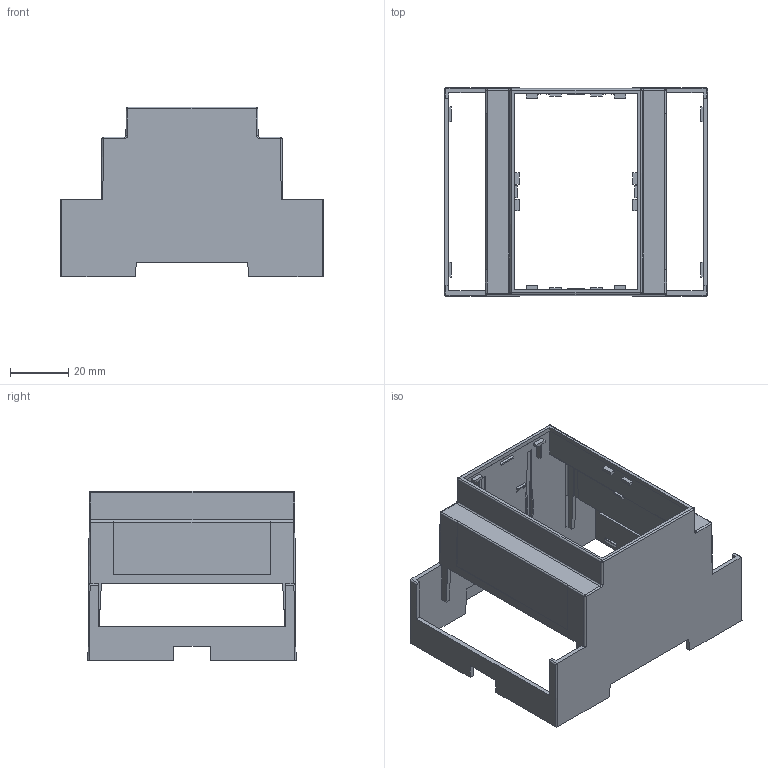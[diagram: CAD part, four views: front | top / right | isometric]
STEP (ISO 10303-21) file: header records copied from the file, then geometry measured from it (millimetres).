
FILE_DESCRIPTION(/* description */ ('STEP AP214'),/* implementation_level */ '2;1');
FILE_NAME(/* name */ 'CNMB4_Base.stp',/* time_stamp */ '2023-04-05T13:09:54+06:00',/* author */ ('danil'),/* organization */ ('TraceParts S.A.'),/* preprocessor_version */ 'ST-DEVELOPER v18.1',/* originating_system */ 'Autodesk Inventor 2022',/* authorisation */ ' ');
FILE_SCHEMA (('AUTOMOTIVE_DESIGN { 1 0 10303 214 3 1 1 }'));
Length unit declared in the file: millimetre
Products named in the file (12): cnmb_4_kit; cnmb_4_kit_1; cnmb_4_kit_2; cnmb_4_kit_3; cnmb_4_kit_4; cnmb_4_kit_5; cnmb_4_kit_6; cnmb_4_kit_7; cnmb_4_kit_8; cnmb_4_kit_9; cnmb_4_kit_10; cnmb_4_kit_12
Assembly tree (11 placements, depth 2):
  cnmb_4_kit
    cnmb_4_kit_1
    cnmb_4_kit_2
    cnmb_4_kit_3
    cnmb_4_kit_4
    cnmb_4_kit_5
    cnmb_4_kit_6
    cnmb_4_kit_7
    cnmb_4_kit_8
    cnmb_4_kit_9
    cnmb_4_kit_10
    cnmb_4_kit_12
Bounding box: 90 x 71.2 x 58 mm (x, y, z)
Volume: 21974.3 mm3; surface area: 32148.3 mm2
Topology: 11 solids, 11 shells, 398 faces, 1056 edges, 676 vertices
Faces by surface type: plane 308, cylinder 78, sphere 8, bspline 4
Entity records: 13327 total; most frequent: CARTESIAN_POINT 3045, ORIENTED_EDGE 2096, DIRECTION 1972, EDGE_CURVE 1048, LINE 890, VECTOR 890, VERTEX_POINT 676, AXIS2_PLACEMENT_3D 541
